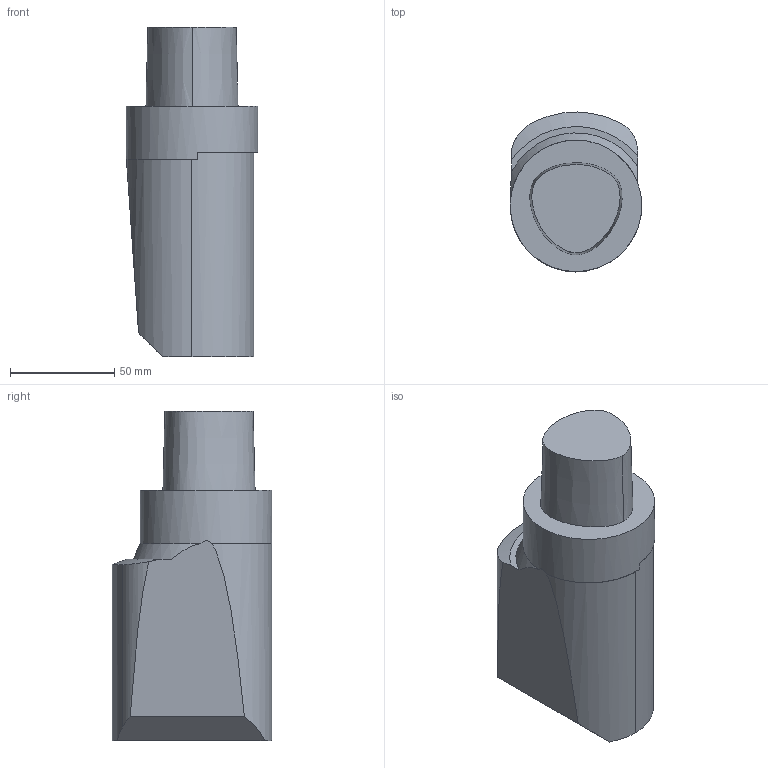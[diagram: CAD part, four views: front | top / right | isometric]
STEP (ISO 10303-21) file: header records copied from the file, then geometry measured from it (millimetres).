
FILE_DESCRIPTION((''),'1');
FILE_NAME('C6-180-BH25R-32120S.stp','2017-05-03T05:25:37',(''),(''),'Spatial Interop R21 SP3','Kubotek KeyCreator 2011 V10.0.2 (22737)',' ');
FILE_SCHEMA(('automotive_design'));
Length unit declared in the file: millimetre
Products named in the file (1): 240[2]
Bounding box: 62.98 x 76.5 x 158 mm (x, y, z)
Volume: 438067.8 mm3; surface area: 42414.5 mm2
Topology: 1 solids, 1 shells, 24 faces, 63 edges, 41 vertices
Faces by surface type: plane 12, cylinder 6, cone 4, bspline 2
Full cylindrical faces by diameter (mm): 62.985 x1
Entity records: 1572 total; most frequent: CARTESIAN_POINT 392, ORIENTED_EDGE 120, DIRECTION 114, PRESENTATION_STYLE_ASSIGNMENT 110, COLOUR_RGB 110, STYLED_ITEM 85, CURVE_STYLE 85, DRAUGHTING_PRE_DEFINED_CURVE_FONT 85
